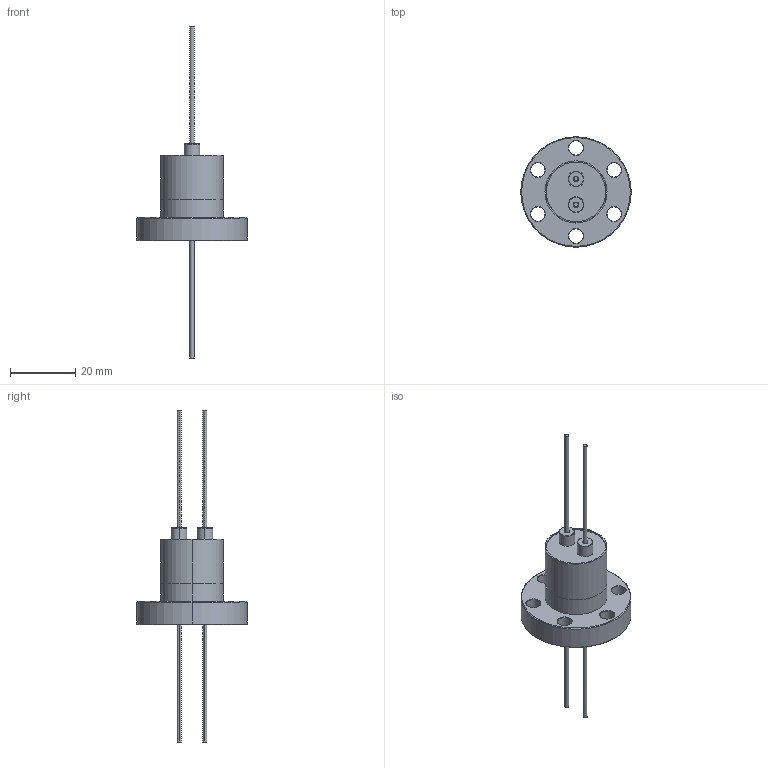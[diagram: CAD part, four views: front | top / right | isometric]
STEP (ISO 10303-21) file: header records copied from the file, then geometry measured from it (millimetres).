
FILE_DESCRIPTION (( 'STEP AP203' ), '1' );
FILE_NAME ('9412011.STEP', '2011-06-21T15:24:49', ( 'MIS' ), ( 'ISI INSULATORSEAL' ), 'SwSTEP 2.0', 'SolidWorks 2008', '' );
FILE_SCHEMA (( 'CONFIG_CONTROL_DESIGN' ));
Length unit declared in the file: inch
Products named in the file (9): 0229303C; 0016038; F133075; 9412011; 0020203B; 0025101R-for0229303; 0025202D; 0024601L; 0024501R
Assembly tree (11 placements, depth 4):
  9412011
    F133075
    0020203B
      0016038  x2
      0229303C
        0025101R-for0229303
        0025202D
      0024601L  x2
      0024501R  x2
Bounding box: 33.78 x 33.78 x 101.6 mm (x, y, z)
Volume: 6301.2 mm3; surface area: 7588.1 mm2
Topology: 9 solids, 9 shells, 166 faces, 358 edges, 214 vertices
Faces by surface type: cylinder 64, cone 60, plane 38, torus 4
Entity records: 4503 total; most frequent: DIRECTION 694, CARTESIAN_POINT 580, ORIENTED_EDGE 536, AXIS2_PLACEMENT_3D 290, EDGE_CURVE 268, VERTEX_POINT 160, EDGE_LOOP 152, CIRCLE 150
